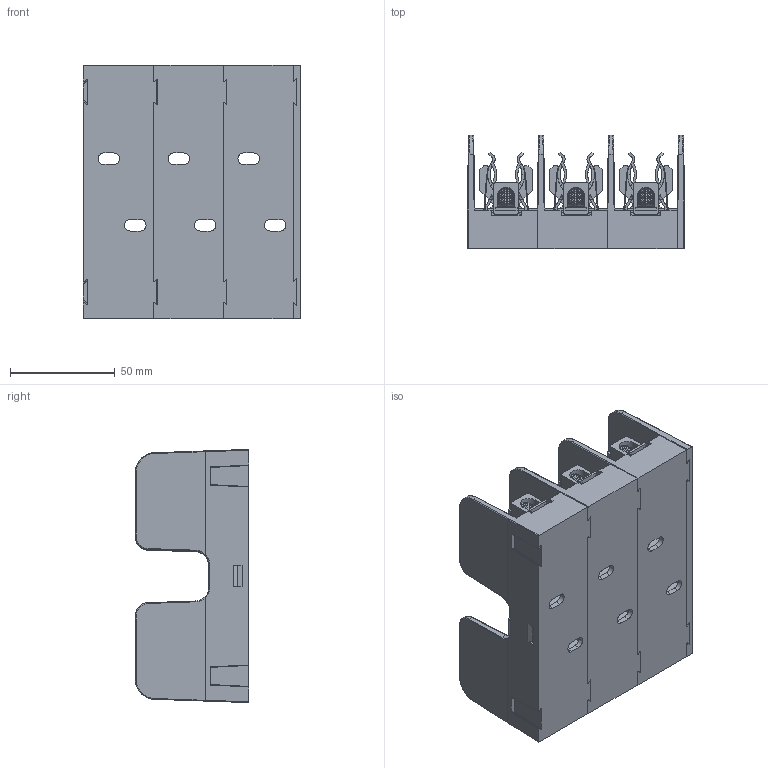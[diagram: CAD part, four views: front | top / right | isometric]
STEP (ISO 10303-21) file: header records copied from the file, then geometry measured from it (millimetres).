
FILE_DESCRIPTION (( 'STEP AP214' ), '1' );
FILE_NAME ('05B0258rev01.STEP', '2018-03-22T19:34:45', ( '' ), ( '' ), 'SwSTEP 2.0', 'SolidWorks 2017', '' );
FILE_SCHEMA (( 'AUTOMOTIVE_DESIGN' ));
Length unit declared in the file: inch
Products named in the file (1): 05B0258rev01
Bounding box: 103.66 x 53.98 x 120.65 mm (x, y, z)
Volume: 242192.8 mm3; surface area: 132737.7 mm2
Topology: 37 solids, 37 shells, 2764 faces, 7464 edges, 4754 vertices
Faces by surface type: plane 1206, cylinder 1002, cone 372, torus 94, bspline 66, sphere 24
Entity records: 134823 total; most frequent: CARTESIAN_POINT 30435, ORIENTED_EDGE 14880, DIRECTION 13919, EDGE_CURVE 7440, AXIS2_PLACEMENT_3D 4876, VERTEX_POINT 4754, VECTOR 4167, LINE 4167
